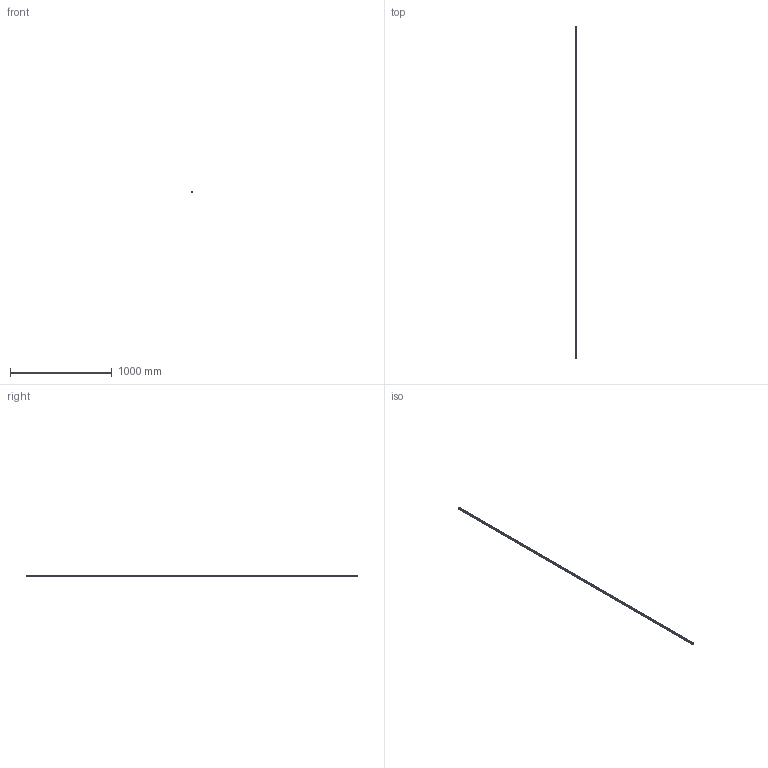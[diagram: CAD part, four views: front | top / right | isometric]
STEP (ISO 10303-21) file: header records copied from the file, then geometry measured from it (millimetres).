
FILE_DESCRIPTION(('STEP AP214'),'1');
FILE_NAME('cctmp_EF3D01B7-C20F-4217-87A1-1B7A0E19E86B_2021_01_19_11_29_27_0863..stp','2021-01-19T10:29:28',('HIWIN GmbH'),('CADClick - www.CADClick.com'),'Spatial InterOp 3D',' ','unknown authorization');
FILE_SCHEMA(('AUTOMOTIVE_DESIGN'));
Length unit declared in the file: millimetre
Products named in the file (1): HGR15T3270C_FILE
Bounding box: 15 x 3270 x 15 mm (x, y, z)
Volume: 613755.8 mm3; surface area: 207441.4 mm2
Topology: 1 solids, 1 shells, 335 faces, 877 edges, 493 vertices
Faces by surface type: cylinder 136, cone 110, plane 89
Entity records: 12137 total; most frequent: DIRECTION 1711, CARTESIAN_POINT 1596, ORIENTED_EDGE 1534, EDGE_CURVE 767, AXIS2_PLACEMENT_3D 608, LINE 495, VECTOR 495, VERTEX_POINT 493
